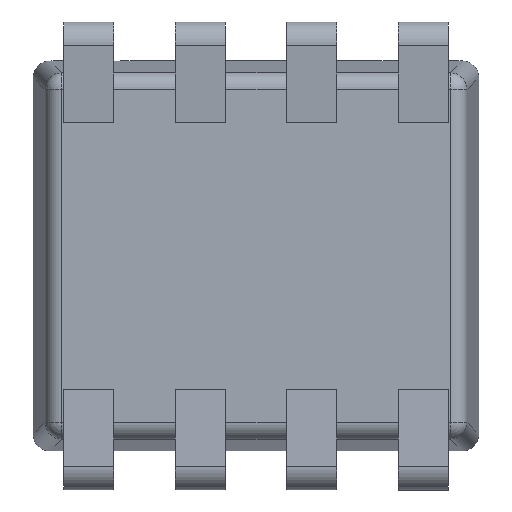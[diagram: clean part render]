
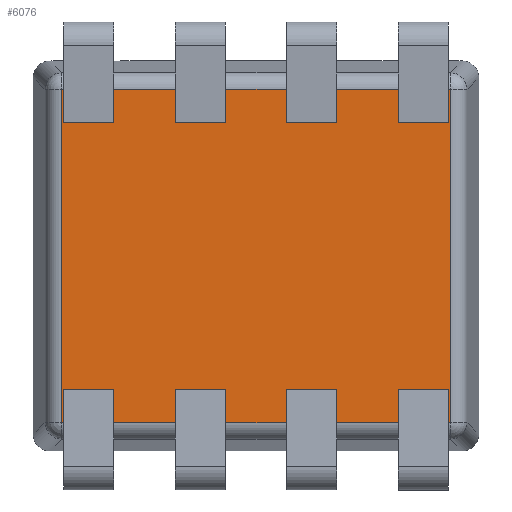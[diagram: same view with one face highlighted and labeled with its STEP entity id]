
A CAD part, front view. The second image highlights one B-rep face of the part: STEP entity #6076.
In plain terms, the highlighted planar face has unit normal (0, -1, 0).
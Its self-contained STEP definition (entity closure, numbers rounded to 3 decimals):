
#131 = LINE ( 'NONE', #837, #5001 ) ;
#136 = DIRECTION ( 'NONE',  ( 0., -1., 0. ) ) ;
#180 = VECTOR ( 'NONE', #3324, 1000. ) ;
#205 = EDGE_LOOP ( 'NONE', ( #4986, #2843, #3831, #1702 ) ) ;
#684 = VECTOR ( 'NONE', #1575, 1000. ) ;
#729 = VERTEX_POINT ( 'NONE', #1718 ) ;
#750 = CARTESIAN_POINT ( 'NONE',  ( 0., 0.25, 0. ) ) ;
#837 = CARTESIAN_POINT ( 'NONE',  ( 0.872, 0.25, 0.814 ) ) ;
#991 = EDGE_CURVE ( 'NONE', #4618, #5838, #131, .T. ) ;
#1575 = DIRECTION ( 'NONE',  ( 0., 0., -1. ) ) ;
#1702 = ORIENTED_EDGE ( 'NONE', *, *, #5271, .T. ) ;
#1718 = CARTESIAN_POINT ( 'NONE',  ( -0.872, 0.25, -0.747 ) ) ;
#1874 = CARTESIAN_POINT ( 'NONE',  ( -0.872, 0.25, 0.747 ) ) ;
#2012 = CARTESIAN_POINT ( 'NONE',  ( 0.872, 0.25, -0.747 ) ) ;
#2228 = CARTESIAN_POINT ( 'NONE',  ( -0.939, 0.25, 0.747 ) ) ;
#2689 = EDGE_CURVE ( 'NONE', #729, #4618, #4240, .T. ) ;
#2843 = ORIENTED_EDGE ( 'NONE', *, *, #2689, .T. ) ;
#2882 = EDGE_CURVE ( 'NONE', #3683, #729, #4028, .T. ) ;
#3324 = DIRECTION ( 'NONE',  ( 1., 0., 0. ) ) ;
#3464 = CARTESIAN_POINT ( 'NONE',  ( -0.872, 0.25, -0.814 ) ) ;
#3683 = VERTEX_POINT ( 'NONE', #1874 ) ;
#3831 = ORIENTED_EDGE ( 'NONE', *, *, #991, .T. ) ;
#3945 = FACE_OUTER_BOUND ( 'NONE', #205, .T. ) ;
#4028 = LINE ( 'NONE', #3464, #684 ) ;
#4076 = DIRECTION ( 'NONE',  ( 0., 0., 1. ) ) ;
#4240 = LINE ( 'NONE', #5745, #180 ) ;
#4618 = VERTEX_POINT ( 'NONE', #2012 ) ;
#4986 = ORIENTED_EDGE ( 'NONE', *, *, #2882, .T. ) ;
#5001 = VECTOR ( 'NONE', #4076, 1000. ) ;
#5271 = EDGE_CURVE ( 'NONE', #5838, #3683, #5601, .T. ) ;
#5386 = CARTESIAN_POINT ( 'NONE',  ( 0.872, 0.25, 0.747 ) ) ;
#5541 = AXIS2_PLACEMENT_3D ( 'NONE', #750, #136, #5627 ) ;
#5601 = LINE ( 'NONE', #2228, #5761 ) ;
#5627 = DIRECTION ( 'NONE',  ( 1., 0., 0. ) ) ;
#5745 = CARTESIAN_POINT ( 'NONE',  ( 0.939, 0.25, -0.747 ) ) ;
#5761 = VECTOR ( 'NONE', #5943, 1000. ) ;
#5838 = VERTEX_POINT ( 'NONE', #5386 ) ;
#5943 = DIRECTION ( 'NONE',  ( -1., 0., 0. ) ) ;
#6076 = ADVANCED_FACE ( 'NONE', ( #3945 ), #6114, .T. ) ;
#6114 = PLANE ( 'NONE',  #5541 ) ;
